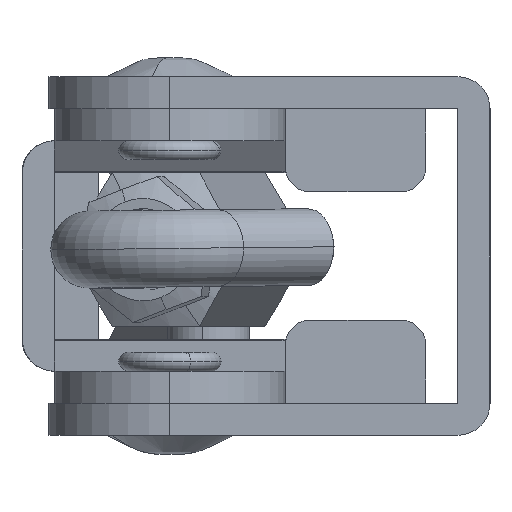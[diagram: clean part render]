
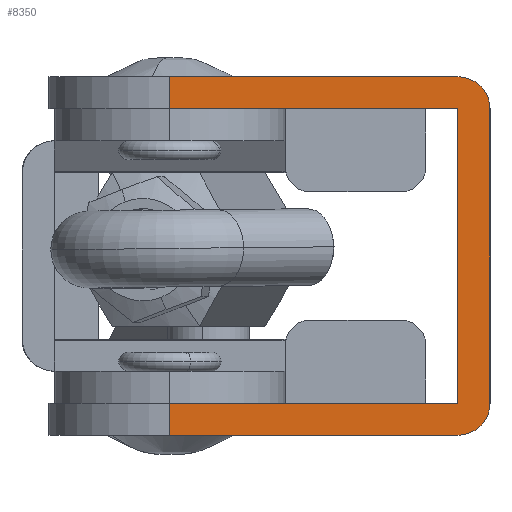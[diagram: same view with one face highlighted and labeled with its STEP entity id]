
A CAD part, left-side view. The second image highlights one B-rep face of the part: STEP entity #8350.
In plain terms, the highlighted planar face has unit normal (-1, 0, 0).
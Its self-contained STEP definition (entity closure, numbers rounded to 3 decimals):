
#114 = FACE_OUTER_BOUND ( 'NONE', #9952, .T. ) ;
#240 = DIRECTION ( 'NONE',  ( -1., 0., 0. ) ) ;
#834 = ORIENTED_EDGE ( 'NONE', *, *, #17556, .F. ) ;
#1105 = AXIS2_PLACEMENT_3D ( 'NONE', #22145, #7504, #24601 ) ;
#1142 = VERTEX_POINT ( 'NONE', #19013 ) ;
#1329 = CARTESIAN_POINT ( 'NONE',  ( -35., 0., 28. ) ) ;
#2816 = LINE ( 'NONE', #29047, #14252 ) ;
#3362 = ORIENTED_EDGE ( 'NONE', *, *, #8632, .T. ) ;
#3431 = CARTESIAN_POINT ( 'NONE',  ( -35., 25., 28. ) ) ;
#3771 = DIRECTION ( 'NONE',  ( 0., 0., -1. ) ) ;
#4628 = LINE ( 'NONE', #17226, #10394 ) ;
#4894 = LINE ( 'NONE', #12419, #12162 ) ;
#5772 = ORIENTED_EDGE ( 'NONE', *, *, #8084, .T. ) ;
#5878 = VERTEX_POINT ( 'NONE', #12742 ) ;
#6661 = CARTESIAN_POINT ( 'NONE',  ( -35., 2.5, 0. ) ) ;
#6708 = ORIENTED_EDGE ( 'NONE', *, *, #21265, .F. ) ;
#7080 = ORIENTED_EDGE ( 'NONE', *, *, #26601, .T. ) ;
#7330 = VERTEX_POINT ( 'NONE', #6661 ) ;
#7504 = DIRECTION ( 'NONE',  ( -1., 0., 0. ) ) ;
#8084 = EDGE_CURVE ( 'NONE', #21675, #26141, #11206, .T. ) ;
#8350 = ADVANCED_FACE ( 'NONE', ( #114 ), #20764, .F. ) ;
#8424 = CARTESIAN_POINT ( 'NONE',  ( -35., 0., 0. ) ) ;
#8632 = EDGE_CURVE ( 'NONE', #7330, #19020, #10034, .T. ) ;
#9416 = CARTESIAN_POINT ( 'NONE',  ( -35., 0., 28. ) ) ;
#9952 = EDGE_LOOP ( 'NONE', ( #19412, #3362, #18390, #5772, #6708, #7080, #834, #12207, #21477, #10388 ) ) ;
#10034 = CIRCLE ( 'NONE', #11912, 2.5 ) ;
#10388 = ORIENTED_EDGE ( 'NONE', *, *, #12202, .T. ) ;
#10394 = VECTOR ( 'NONE', #22149, 1000. ) ;
#10732 = CARTESIAN_POINT ( 'NONE',  ( -35., 2.5, 2.5 ) ) ;
#10835 = CARTESIAN_POINT ( 'NONE',  ( -35., 0., 25.5 ) ) ;
#10887 = DIRECTION ( 'NONE',  ( 0., -1., 0. ) ) ;
#11029 = EDGE_CURVE ( 'NONE', #1142, #7330, #15763, .T. ) ;
#11206 = CIRCLE ( 'NONE', #1105, 2.5 ) ;
#11888 = DIRECTION ( 'NONE',  ( 0., -1., 0. ) ) ;
#11912 = AXIS2_PLACEMENT_3D ( 'NONE', #14831, #240, #17298 ) ;
#11920 = DIRECTION ( 'NONE',  ( 0., 1., 0. ) ) ;
#12162 = VECTOR ( 'NONE', #27021, 1000. ) ;
#12202 = EDGE_CURVE ( 'NONE', #5878, #1142, #4628, .T. ) ;
#12207 = ORIENTED_EDGE ( 'NONE', *, *, #15252, .F. ) ;
#12419 = CARTESIAN_POINT ( 'NONE',  ( -35., 25., 28. ) ) ;
#12742 = CARTESIAN_POINT ( 'NONE',  ( -35., 25., 2.5 ) ) ;
#13641 = VECTOR ( 'NONE', #11888, 1000. ) ;
#13715 = LINE ( 'NONE', #29039, #20223 ) ;
#14252 = VECTOR ( 'NONE', #14487, 1000. ) ;
#14418 = CARTESIAN_POINT ( 'NONE',  ( -35., 2.5, 2.5 ) ) ;
#14487 = DIRECTION ( 'NONE',  ( 0., 0., -1. ) ) ;
#14831 = CARTESIAN_POINT ( 'NONE',  ( -35., 2.5, 2.5 ) ) ;
#14839 = LINE ( 'NONE', #10732, #20607 ) ;
#15008 = VECTOR ( 'NONE', #10887, 1000. ) ;
#15252 = EDGE_CURVE ( 'NONE', #17183, #15294, #14839, .T. ) ;
#15294 = VERTEX_POINT ( 'NONE', #28125 ) ;
#15763 = LINE ( 'NONE', #8424, #15008 ) ;
#15992 = VERTEX_POINT ( 'NONE', #20706 ) ;
#16825 = EDGE_CURVE ( 'NONE', #5878, #17183, #30971, .T. ) ;
#17183 = VERTEX_POINT ( 'NONE', #14418 ) ;
#17226 = CARTESIAN_POINT ( 'NONE',  ( -35., 25., 28. ) ) ;
#17298 = DIRECTION ( 'NONE',  ( 0., 0., -1. ) ) ;
#17556 = EDGE_CURVE ( 'NONE', #15294, #15992, #13715, .T. ) ;
#18384 = DIRECTION ( 'NONE',  ( 1., 0., 0. ) ) ;
#18390 = ORIENTED_EDGE ( 'NONE', *, *, #24186, .F. ) ;
#19013 = CARTESIAN_POINT ( 'NONE',  ( -35., 25., 0. ) ) ;
#19020 = VERTEX_POINT ( 'NONE', #26672 ) ;
#19305 = VERTEX_POINT ( 'NONE', #3431 ) ;
#19412 = ORIENTED_EDGE ( 'NONE', *, *, #11029, .T. ) ;
#20223 = VECTOR ( 'NONE', #11920, 1000. ) ;
#20607 = VECTOR ( 'NONE', #25361, 1000. ) ;
#20706 = CARTESIAN_POINT ( 'NONE',  ( -35., 25., 25.5 ) ) ;
#20764 = PLANE ( 'NONE',  #27276 ) ;
#21265 = EDGE_CURVE ( 'NONE', #19305, #26141, #25109, .T. ) ;
#21477 = ORIENTED_EDGE ( 'NONE', *, *, #16825, .F. ) ;
#21675 = VERTEX_POINT ( 'NONE', #10835 ) ;
#22145 = CARTESIAN_POINT ( 'NONE',  ( -35., 2.5, 25.5 ) ) ;
#22149 = DIRECTION ( 'NONE',  ( 0., 0., -1. ) ) ;
#24186 = EDGE_CURVE ( 'NONE', #21675, #19020, #2816, .T. ) ;
#24601 = DIRECTION ( 'NONE',  ( 0., 0., -1. ) ) ;
#25109 = LINE ( 'NONE', #9416, #13641 ) ;
#25361 = DIRECTION ( 'NONE',  ( 0., 0., 1. ) ) ;
#26141 = VERTEX_POINT ( 'NONE', #30325 ) ;
#26601 = EDGE_CURVE ( 'NONE', #19305, #15992, #4894, .T. ) ;
#26672 = CARTESIAN_POINT ( 'NONE',  ( -35., 0., 2.5 ) ) ;
#27021 = DIRECTION ( 'NONE',  ( 0., 0., -1. ) ) ;
#27276 = AXIS2_PLACEMENT_3D ( 'NONE', #1329, #18384, #3771 ) ;
#28125 = CARTESIAN_POINT ( 'NONE',  ( -35., 2.5, 25.5 ) ) ;
#29039 = CARTESIAN_POINT ( 'NONE',  ( -35., 42.278, 25.5 ) ) ;
#29047 = CARTESIAN_POINT ( 'NONE',  ( -35., 0., 28. ) ) ;
#30242 = VECTOR ( 'NONE', #30427, 1000. ) ;
#30325 = CARTESIAN_POINT ( 'NONE',  ( -35., 2.5, 28. ) ) ;
#30329 = CARTESIAN_POINT ( 'NONE',  ( -35., 2.5, 2.5 ) ) ;
#30427 = DIRECTION ( 'NONE',  ( 0., -1., 0. ) ) ;
#30971 = LINE ( 'NONE', #30329, #30242 ) ;
